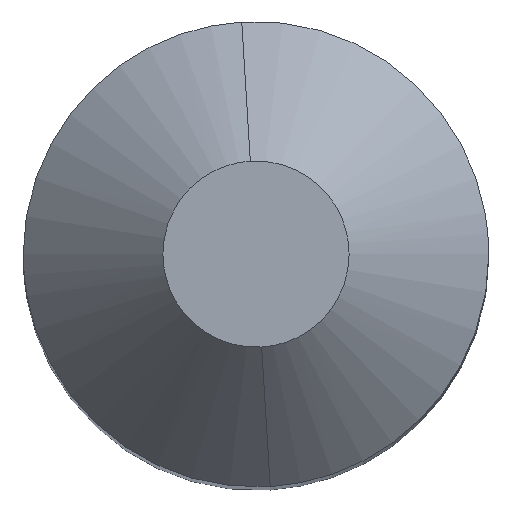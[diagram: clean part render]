
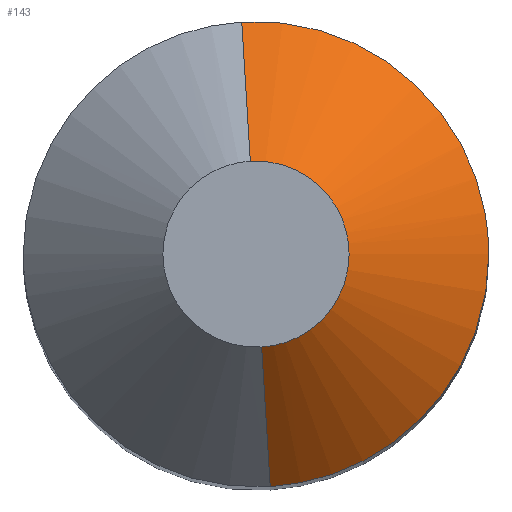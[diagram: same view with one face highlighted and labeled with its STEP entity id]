
A CAD part, top view. The second image highlights one B-rep face of the part: STEP entity #143.
In plain terms, the highlighted free-form (B-spline) face has degree [2, 1] with [5, 2] control points.
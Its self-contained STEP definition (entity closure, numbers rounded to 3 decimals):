
#10=CARTESIAN_POINT('',(0.122,-1.996,44.));
#11=VERTEX_POINT('',#10);
#29=CARTESIAN_POINT('',(2.0,0.0,44.0));
#30=VERTEX_POINT('',#29);
#31=CARTESIAN_POINT('',(2.0,0.0,44.0));
#32=CARTESIAN_POINT('',(2.,-1.881,44.));
#33=CARTESIAN_POINT('',(0.122,-1.996,44.));
#41=(BOUNDED_CURVE()B_SPLINE_CURVE(2,(#31,#32,#33),.UNSPECIFIED.,.F.,.U.)B_SPLINE_CURVE_WITH_KNOTS((3,3),(0.5,0.739),.UNSPECIFIED.)CURVE()GEOMETRIC_REPRESENTATION_ITEM()RATIONAL_B_SPLINE_CURVE((1.0,0.72,0.976))REPRESENTATION_ITEM(''));
#42=EDGE_CURVE('',#30,#11,#41,.T.);
#44=CARTESIAN_POINT('',(-0.122,1.996,44.));
#45=VERTEX_POINT('',#44);
#46=CARTESIAN_POINT('',(-0.122,1.996,44.));
#47=CARTESIAN_POINT('',(-0.061,2.,44.));
#48=CARTESIAN_POINT('',(0.,2.,44.));
#49=CARTESIAN_POINT('',(2.,2.,44.));
#50=CARTESIAN_POINT('',(2.0,0.0,44.0));
#58=(BOUNDED_CURVE()B_SPLINE_CURVE(2,(#46,#47,#48,#49,#50),.UNSPECIFIED.,.F.,.U.)B_SPLINE_CURVE_WITH_KNOTS((3,2,3),(0.239,0.25,0.5),.UNSPECIFIED.)CURVE()GEOMETRIC_REPRESENTATION_ITEM()RATIONAL_B_SPLINE_CURVE((0.976,0.988,1.0,0.707,1.0))REPRESENTATION_ITEM(''));
#59=EDGE_CURVE('',#45,#30,#58,.T.);
#77=CARTESIAN_POINT('',(-0.118,1.921,44.075));
#78=CARTESIAN_POINT('',(1.804,2.039,44.075));
#79=CARTESIAN_POINT('',(1.921,0.118,44.075));
#80=CARTESIAN_POINT('',(2.039,-1.804,44.075));
#81=CARTESIAN_POINT('',(0.118,-1.921,44.075));
#82=CARTESIAN_POINT('',(-0.31,5.067,40.923));
#83=CARTESIAN_POINT('',(4.757,5.377,40.923));
#84=CARTESIAN_POINT('',(5.067,0.31,40.923));
#85=CARTESIAN_POINT('',(5.377,-4.757,40.923));
#86=CARTESIAN_POINT('',(0.31,-5.067,40.923));
#94=(BOUNDED_SURFACE()B_SPLINE_SURFACE(2,1,((#77,#82),(#78,#83),(#79,#84),(#80,#85),(#81,#86)),.UNSPECIFIED.,.F.,.F.,.U.)B_SPLINE_SURFACE_WITH_KNOTS((3,2,3),(2,2),(0.0,8.412,16.823),(0.0,4.457),.UNSPECIFIED.)GEOMETRIC_REPRESENTATION_ITEM()RATIONAL_B_SPLINE_SURFACE(((1.0,1.0),(0.707,0.707),(1.0,1.0),(0.707,0.707),(1.0,1.0)))REPRESENTATION_ITEM('')SURFACE());
#95=CARTESIAN_POINT('',(-0.305,4.991,41.));
#96=VERTEX_POINT('',#95);
#97=CARTESIAN_POINT('',(5.0,0.0,41.0));
#98=VERTEX_POINT('',#97);
#99=CARTESIAN_POINT('',(-0.305,4.991,41.));
#100=CARTESIAN_POINT('',(-0.153,5.,41.));
#101=CARTESIAN_POINT('',(0.,5.,41.));
#102=CARTESIAN_POINT('',(5.,5.,41.));
#103=CARTESIAN_POINT('',(5.0,0.0,41.0));
#111=(BOUNDED_CURVE()B_SPLINE_CURVE(2,(#99,#100,#101,#102,#103),.UNSPECIFIED.,.F.,.U.)B_SPLINE_CURVE_WITH_KNOTS((3,2,3),(0.239,0.25,0.5),.UNSPECIFIED.)CURVE()GEOMETRIC_REPRESENTATION_ITEM()RATIONAL_B_SPLINE_CURVE((0.976,0.988,1.0,0.707,1.0))REPRESENTATION_ITEM(''));
#112=EDGE_CURVE('',#96,#98,#111,.T.);
#113=ORIENTED_EDGE('',*,*,#112,.F.);
#114=CARTESIAN_POINT('',(-0.122,1.996,44.));
#115=CARTESIAN_POINT('',(-0.305,4.991,41.));
#116=QUASI_UNIFORM_CURVE('',1,(#114,#115),.UNSPECIFIED.,.F.,.U.);
#117=EDGE_CURVE('',#45,#96,#116,.T.);
#118=ORIENTED_EDGE('',*,*,#117,.F.);
#119=ORIENTED_EDGE('',*,*,#59,.T.);
#120=ORIENTED_EDGE('',*,*,#42,.T.);
#121=CARTESIAN_POINT('',(0.305,-4.991,41.));
#122=VERTEX_POINT('',#121);
#123=CARTESIAN_POINT('',(0.122,-1.996,44.));
#124=CARTESIAN_POINT('',(0.305,-4.991,41.));
#125=QUASI_UNIFORM_CURVE('',1,(#123,#124),.UNSPECIFIED.,.F.,.U.);
#126=EDGE_CURVE('',#11,#122,#125,.T.);
#127=ORIENTED_EDGE('',*,*,#126,.T.);
#128=CARTESIAN_POINT('',(5.0,0.0,41.0));
#129=CARTESIAN_POINT('',(5.,-4.704,41.));
#130=CARTESIAN_POINT('',(0.305,-4.991,41.));
#138=(BOUNDED_CURVE()B_SPLINE_CURVE(2,(#128,#129,#130),.UNSPECIFIED.,.F.,.U.)B_SPLINE_CURVE_WITH_KNOTS((3,3),(0.5,0.739),.UNSPECIFIED.)CURVE()GEOMETRIC_REPRESENTATION_ITEM()RATIONAL_B_SPLINE_CURVE((1.0,0.72,0.976))REPRESENTATION_ITEM(''));
#139=EDGE_CURVE('',#98,#122,#138,.T.);
#140=ORIENTED_EDGE('',*,*,#139,.F.);
#141=EDGE_LOOP('',(#113,#118,#119,#120,#127,#140));
#142=FACE_OUTER_BOUND('',#141,.T.);
#143=ADVANCED_FACE('',(#142),#94,.T.);
